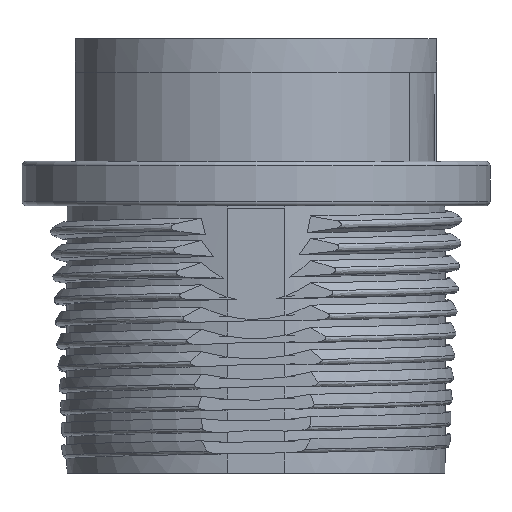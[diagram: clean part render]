
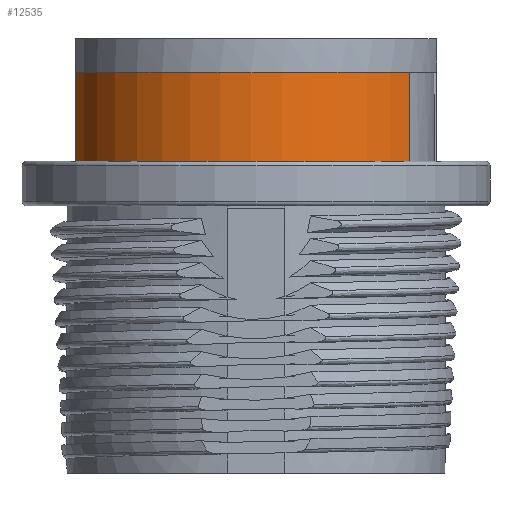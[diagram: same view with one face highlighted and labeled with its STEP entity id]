
A CAD part, left-side view. The second image highlights one B-rep face of the part: STEP entity #12535.
In plain terms, the highlighted cylindrical face has radius 8.25 mm (diameter 16.5 mm), a partial arc.
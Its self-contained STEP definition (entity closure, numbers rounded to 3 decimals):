
#9610 = PLANE('',#9611);
#9611 = AXIS2_PLACEMENT_3D('',#9612,#9613,#9614);
#9612 = CARTESIAN_POINT('',(0.,0.,2.));
#9613 = DIRECTION('',(0.,0.,1.));
#9614 = DIRECTION('',(1.,0.,0.));
#10758 = VERTEX_POINT('',#10759);
#10759 = CARTESIAN_POINT('',(-4.529,-6.896,2.));
#10773 = PLANE('',#10774);
#10774 = AXIS2_PLACEMENT_3D('',#10775,#10776,#10777);
#10775 = CARTESIAN_POINT('',(-4.392,-6.687,2.));
#10776 = DIRECTION('',(0.836,-0.549,0.));
#10777 = DIRECTION('',(-0.549,-0.836,0.));
#10785 = EDGE_CURVE('',#10786,#10758,#10788,.T.);
#10786 = VERTEX_POINT('',#10787);
#10787 = CARTESIAN_POINT('',(-1.539,8.105,2.));
#10788 = SURFACE_CURVE('',#10789,(#10794,#10801),.PCURVE_S1.);
#10789 = CIRCLE('',#10790,8.25);
#10790 = AXIS2_PLACEMENT_3D('',#10791,#10792,#10793);
#10791 = CARTESIAN_POINT('',(0.,0.,2.));
#10792 = DIRECTION('',(0.,0.,1.));
#10793 = DIRECTION('',(1.,0.,0.));
#10794 = PCURVE('',#9610,#10795);
#10795 = DEFINITIONAL_REPRESENTATION('',(#10796),#10800);
#10796 = CIRCLE('',#10797,8.25);
#10797 = AXIS2_PLACEMENT_2D('',#10798,#10799);
#10798 = CARTESIAN_POINT('',(0.,0.));
#10799 = DIRECTION('',(1.,0.));
#10800 = ( GEOMETRIC_REPRESENTATION_CONTEXT(2) 
PARAMETRIC_REPRESENTATION_CONTEXT() REPRESENTATION_CONTEXT('2D SPACE',''
  ) );
#10801 = PCURVE('',#10802,#10807);
#10802 = CYLINDRICAL_SURFACE('',#10803,8.25);
#10803 = AXIS2_PLACEMENT_3D('',#10804,#10805,#10806);
#10804 = CARTESIAN_POINT('',(0.,0.,2.));
#10805 = DIRECTION('',(-0.,-0.,-1.));
#10806 = DIRECTION('',(1.,0.,0.));
#10807 = DEFINITIONAL_REPRESENTATION('',(#10808),#10812);
#10808 = LINE('',#10809,#10810);
#10809 = CARTESIAN_POINT('',(-0.,0.));
#10810 = VECTOR('',#10811,1.);
#10811 = DIRECTION('',(-1.,0.));
#10812 = ( GEOMETRIC_REPRESENTATION_CONTEXT(2) 
PARAMETRIC_REPRESENTATION_CONTEXT() REPRESENTATION_CONTEXT('2D SPACE',''
  ) );
#10828 = PLANE('',#10829);
#10829 = AXIS2_PLACEMENT_3D('',#10830,#10831,#10832);
#10830 = CARTESIAN_POINT('',(-1.492,7.86,2.));
#10831 = DIRECTION('',(-0.982,-0.187,0.));
#10832 = DIRECTION('',(-0.187,0.982,0.));
#12487 = VERTEX_POINT('',#12488);
#12488 = CARTESIAN_POINT('',(-1.539,8.105,6.));
#12502 = PLANE('',#12503);
#12503 = AXIS2_PLACEMENT_3D('',#12504,#12505,#12506);
#12504 = CARTESIAN_POINT('',(0.,0.,6.)
  );
#12505 = DIRECTION('',(0.,0.,1.));
#12506 = DIRECTION('',(1.,0.,0.));
#12514 = EDGE_CURVE('',#10786,#12487,#12515,.T.);
#12515 = SURFACE_CURVE('',#12516,(#12520,#12527),.PCURVE_S1.);
#12516 = LINE('',#12517,#12518);
#12517 = CARTESIAN_POINT('',(-1.539,8.105,2.));
#12518 = VECTOR('',#12519,1.);
#12519 = DIRECTION('',(0.,0.,1.));
#12520 = PCURVE('',#10828,#12521);
#12521 = DEFINITIONAL_REPRESENTATION('',(#12522),#12526);
#12522 = LINE('',#12523,#12524);
#12523 = CARTESIAN_POINT('',(0.25,0.));
#12524 = VECTOR('',#12525,1.);
#12525 = DIRECTION('',(0.,-1.));
#12526 = ( GEOMETRIC_REPRESENTATION_CONTEXT(2) 
PARAMETRIC_REPRESENTATION_CONTEXT() REPRESENTATION_CONTEXT('2D SPACE',''
  ) );
#12527 = PCURVE('',#10802,#12528);
#12528 = DEFINITIONAL_REPRESENTATION('',(#12529),#12533);
#12529 = LINE('',#12530,#12531);
#12530 = CARTESIAN_POINT('',(-1.758,0.));
#12531 = VECTOR('',#12532,1.);
#12532 = DIRECTION('',(-0.,-1.));
#12533 = ( GEOMETRIC_REPRESENTATION_CONTEXT(2) 
PARAMETRIC_REPRESENTATION_CONTEXT() REPRESENTATION_CONTEXT('2D SPACE',''
  ) );
#12535 = ADVANCED_FACE('',(#12536),#10802,.T.);
#12536 = FACE_BOUND('',#12537,.F.);
#12537 = EDGE_LOOP('',(#12538,#12539,#12563,#12591,#12612));
#12538 = ORIENTED_EDGE('',*,*,#12514,.T.);
#12539 = ORIENTED_EDGE('',*,*,#12540,.T.);
#12540 = EDGE_CURVE('',#12487,#12541,#12543,.T.);
#12541 = VERTEX_POINT('',#12542);
#12542 = CARTESIAN_POINT('',(-1.54,8.105,6.));
#12543 = SURFACE_CURVE('',#12544,(#12549,#12556),.PCURVE_S1.);
#12544 = CIRCLE('',#12545,8.25);
#12545 = AXIS2_PLACEMENT_3D('',#12546,#12547,#12548);
#12546 = CARTESIAN_POINT('',(0.,0.,6.));
#12547 = DIRECTION('',(0.,0.,1.));
#12548 = DIRECTION('',(1.,0.,0.));
#12549 = PCURVE('',#10802,#12550);
#12550 = DEFINITIONAL_REPRESENTATION('',(#12551),#12555);
#12551 = LINE('',#12552,#12553);
#12552 = CARTESIAN_POINT('',(-0.,-4.));
#12553 = VECTOR('',#12554,1.);
#12554 = DIRECTION('',(-1.,0.));
#12555 = ( GEOMETRIC_REPRESENTATION_CONTEXT(2) 
PARAMETRIC_REPRESENTATION_CONTEXT() REPRESENTATION_CONTEXT('2D SPACE',''
  ) );
#12556 = PCURVE('',#12502,#12557);
#12557 = DEFINITIONAL_REPRESENTATION('',(#12558),#12562);
#12558 = CIRCLE('',#12559,8.25);
#12559 = AXIS2_PLACEMENT_2D('',#12560,#12561);
#12560 = CARTESIAN_POINT('',(0.,0.));
#12561 = DIRECTION('',(1.,0.));
#12562 = ( GEOMETRIC_REPRESENTATION_CONTEXT(2) 
PARAMETRIC_REPRESENTATION_CONTEXT() REPRESENTATION_CONTEXT('2D SPACE',''
  ) );
#12563 = ORIENTED_EDGE('',*,*,#12564,.T.);
#12564 = EDGE_CURVE('',#12541,#12565,#12567,.T.);
#12565 = VERTEX_POINT('',#12566);
#12566 = CARTESIAN_POINT('',(-4.529,-6.896,6.));
#12567 = SURFACE_CURVE('',#12568,(#12573,#12580),.PCURVE_S1.);
#12568 = CIRCLE('',#12569,8.25);
#12569 = AXIS2_PLACEMENT_3D('',#12570,#12571,#12572);
#12570 = CARTESIAN_POINT('',(0.,0.,6.));
#12571 = DIRECTION('',(0.,0.,1.));
#12572 = DIRECTION('',(1.,0.,0.));
#12573 = PCURVE('',#10802,#12574);
#12574 = DEFINITIONAL_REPRESENTATION('',(#12575),#12579);
#12575 = LINE('',#12576,#12577);
#12576 = CARTESIAN_POINT('',(-0.,-4.));
#12577 = VECTOR('',#12578,1.);
#12578 = DIRECTION('',(-1.,0.));
#12579 = ( GEOMETRIC_REPRESENTATION_CONTEXT(2) 
PARAMETRIC_REPRESENTATION_CONTEXT() REPRESENTATION_CONTEXT('2D SPACE',''
  ) );
#12580 = PCURVE('',#12581,#12586);
#12581 = CYLINDRICAL_SURFACE('',#12582,8.25);
#12582 = AXIS2_PLACEMENT_3D('',#12583,#12584,#12585);
#12583 = CARTESIAN_POINT('',(0.,0.,6.));
#12584 = DIRECTION('',(-0.,-0.,-1.));
#12585 = DIRECTION('',(1.,0.,0.));
#12586 = DEFINITIONAL_REPRESENTATION('',(#12587),#12590);
#12587 = B_SPLINE_CURVE_WITH_KNOTS('',1,(#12588,#12589),.UNSPECIFIED.,
  .F.,.F.,(2,2),(1.759,4.131),.PIECEWISE_BEZIER_KNOTS.);
#12588 = CARTESIAN_POINT('',(-1.759,0.));
#12589 = CARTESIAN_POINT('',(-4.131,0.));
#12590 = ( GEOMETRIC_REPRESENTATION_CONTEXT(2) 
PARAMETRIC_REPRESENTATION_CONTEXT() REPRESENTATION_CONTEXT('2D SPACE',''
  ) );
#12591 = ORIENTED_EDGE('',*,*,#12592,.F.);
#12592 = EDGE_CURVE('',#10758,#12565,#12593,.T.);
#12593 = SURFACE_CURVE('',#12594,(#12598,#12605),.PCURVE_S1.);
#12594 = LINE('',#12595,#12596);
#12595 = CARTESIAN_POINT('',(-4.529,-6.896,2.));
#12596 = VECTOR('',#12597,1.);
#12597 = DIRECTION('',(0.,0.,1.));
#12598 = PCURVE('',#10802,#12599);
#12599 = DEFINITIONAL_REPRESENTATION('',(#12600),#12604);
#12600 = LINE('',#12601,#12602);
#12601 = CARTESIAN_POINT('',(-4.131,0.));
#12602 = VECTOR('',#12603,1.);
#12603 = DIRECTION('',(-0.,-1.));
#12604 = ( GEOMETRIC_REPRESENTATION_CONTEXT(2) 
PARAMETRIC_REPRESENTATION_CONTEXT() REPRESENTATION_CONTEXT('2D SPACE',''
  ) );
#12605 = PCURVE('',#10773,#12606);
#12606 = DEFINITIONAL_REPRESENTATION('',(#12607),#12611);
#12607 = LINE('',#12608,#12609);
#12608 = CARTESIAN_POINT('',(0.25,0.));
#12609 = VECTOR('',#12610,1.);
#12610 = DIRECTION('',(0.,-1.));
#12611 = ( GEOMETRIC_REPRESENTATION_CONTEXT(2) 
PARAMETRIC_REPRESENTATION_CONTEXT() REPRESENTATION_CONTEXT('2D SPACE',''
  ) );
#12612 = ORIENTED_EDGE('',*,*,#10785,.F.);
